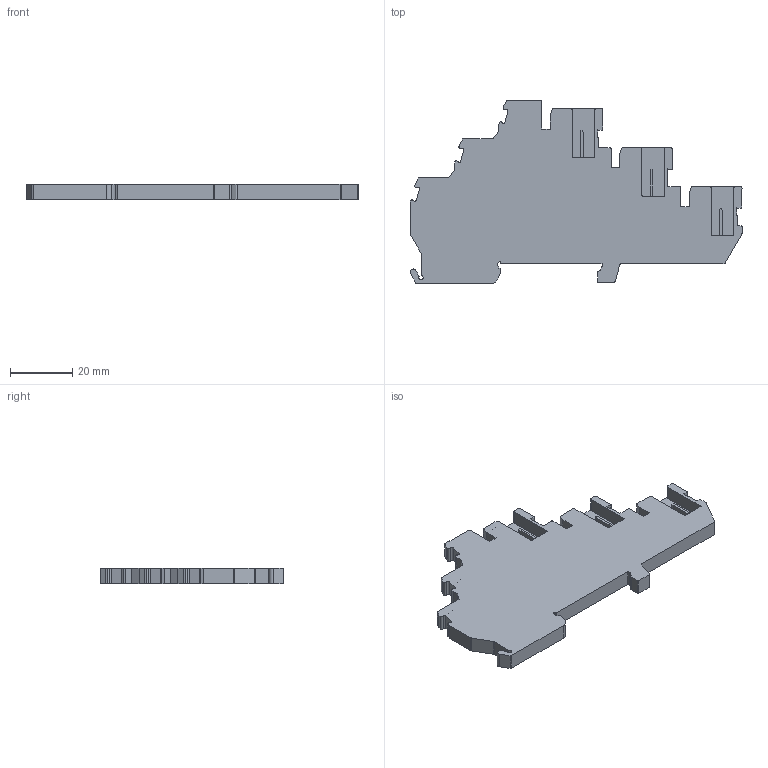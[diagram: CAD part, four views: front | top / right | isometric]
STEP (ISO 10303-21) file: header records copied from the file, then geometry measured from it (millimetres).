
FILE_DESCRIPTION((''),'2;1');
FILE_NAME('2-5-3-3-JD','2023-11-14T',('dell'),(''),'PRO/ENGINEER BY PARAMETRIC TECHNOLOGY CORPORATION, 2013230','PRO/ENGINEER BY PARAMETRIC TECHNOLOGY CORPORATION, 2013230','');
FILE_SCHEMA(('AUTOMOTIVE_DESIGN { 1 0 10303 214 1 1 1 1 }'));
Length unit declared in the file: millimetre
Products named in the file (1): 2-5-3-3-JD
Bounding box: 106.5 x 59 x 5 mm (x, y, z)
Volume: 17794.2 mm3; surface area: 11870.6 mm2
Topology: 1 solids, 1 shells, 229 faces, 647 edges, 430 vertices
Faces by surface type: plane 166, cylinder 63
Entity records: 7446 total; most frequent: CARTESIAN_POINT 1308, ORIENTED_EDGE 1294, DIRECTION 1231, EDGE_CURVE 647, VECTOR 521, LINE 521, VERTEX_POINT 430, AXIS2_PLACEMENT_3D 355
